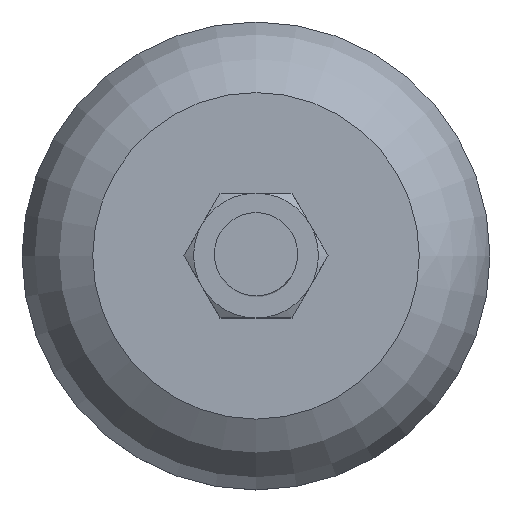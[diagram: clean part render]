
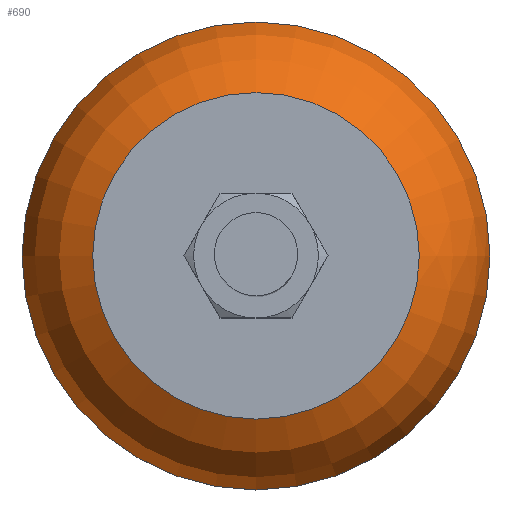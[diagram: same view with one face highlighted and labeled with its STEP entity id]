
A CAD part, top view. The second image highlights one B-rep face of the part: STEP entity #690.
In plain terms, the highlighted toroidal (fillet/blend) face has major radius 23.271 mm and minor radius 22 mm.
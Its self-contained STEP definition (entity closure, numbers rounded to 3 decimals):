
#690=ADVANCED_FACE('',(#763,#764),#765,.T.);
#763=FACE_OUTER_BOUND('',#841,.T.);
#764=FACE_OUTER_BOUND('',#842,.T.);
#765=TOROIDAL_SURFACE('',#843,23.271,22.0);
#841=EDGE_LOOP('',(#1064));
#842=EDGE_LOOP('',(#1065));
#843=AXIS2_PLACEMENT_3D('',#1066,#1067,#1068);
#1064=ORIENTED_EDGE('',*,*,#1143,.T.);
#1065=ORIENTED_EDGE('',*,*,#1142,.F.);
#1066=CARTESIAN_POINT('',(0.0,0.0,-0.443));
#1067=DIRECTION('',(0.,0.0,1.0));
#1068=DIRECTION('',(1.0,0.0,0.));
#1142=EDGE_CURVE('',#1241,#1241,#1242,.T.);
#1143=EDGE_CURVE('',#1243,#1243,#1244,.T.);
#1241=VERTEX_POINT('',#1499);
#1242=CIRCLE('',#1500,31.4);
#1243=VERTEX_POINT('',#1501);
#1244=CIRCLE('',#1502,45.0);
#1499=CARTESIAN_POINT('',(31.4,0.0,20.0));
#1500=AXIS2_PLACEMENT_3D('',#1589,#1590,#1591);
#1501=CARTESIAN_POINT('',(45.0,0.0,3.));
#1502=AXIS2_PLACEMENT_3D('',#1592,#1593,#1594);
#1589=CARTESIAN_POINT('',(0.,0.0,20.0));
#1590=DIRECTION('',(0.,0.0,1.0));
#1591=DIRECTION('',(1.0,0.0,0.));
#1592=CARTESIAN_POINT('',(0.,0.0,3.));
#1593=DIRECTION('',(0.,0.0,1.0));
#1594=DIRECTION('',(1.0,0.0,0.));
